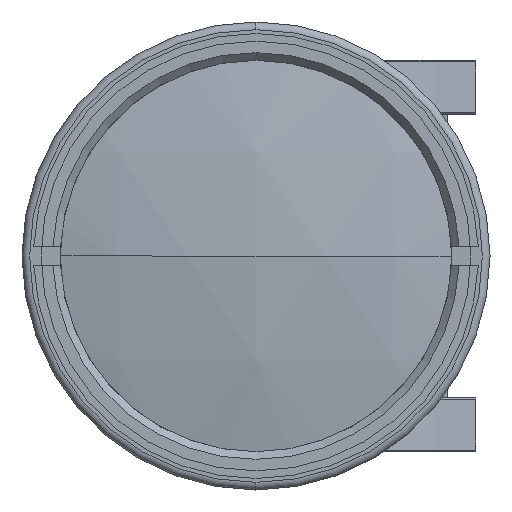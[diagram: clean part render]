
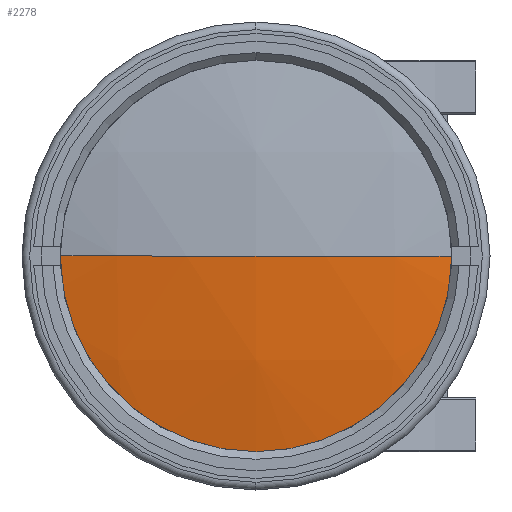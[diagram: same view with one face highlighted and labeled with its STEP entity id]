
A CAD part, left-side view. The second image highlights one B-rep face of the part: STEP entity #2278.
In plain terms, the highlighted spherical face has radius 124 mm.
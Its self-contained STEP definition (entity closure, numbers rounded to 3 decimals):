
#144 = EDGE_CURVE ( 'NONE', #10187, #2761, #11869, .T. ) ;
#602 = DIRECTION ( 'NONE',  ( 0., 0., 1. ) ) ;
#714 = FACE_OUTER_BOUND ( 'NONE', #11430, .T. ) ;
#939 = CARTESIAN_POINT ( 'NONE',  ( -57.449, 0., 0. ) ) ;
#1259 = AXIS2_PLACEMENT_3D ( 'NONE', #939, #9911, #2215 ) ;
#2215 = DIRECTION ( 'NONE',  ( 0., 1., 0. ) ) ;
#2278 = ADVANCED_FACE ( 'NONE', ( #714 ), #12752, .T. ) ;
#2329 = CARTESIAN_POINT ( 'NONE',  ( -178.474, 27., 0. ) ) ;
#2528 = CARTESIAN_POINT ( 'NONE',  ( -178.474, -27., 0. ) ) ;
#2761 = VERTEX_POINT ( 'NONE', #10704 ) ;
#4412 = CIRCLE ( 'NONE', #1259, 124. ) ;
#4590 = CARTESIAN_POINT ( 'NONE',  ( -57.449, 0., 0. ) ) ;
#5933 = DIRECTION ( 'NONE',  ( 0., 1., 0. ) ) ;
#6070 = AXIS2_PLACEMENT_3D ( 'NONE', #8312, #602, #9565 ) ;
#6196 = ORIENTED_EDGE ( 'NONE', *, *, #7803, .T. ) ;
#6360 = DIRECTION ( 'NONE',  ( -1., 0., 0. ) ) ;
#7803 = EDGE_CURVE ( 'NONE', #14939, #2761, #4412, .T. ) ;
#8312 = CARTESIAN_POINT ( 'NONE',  ( -57.449, 0., 0. ) ) ;
#9565 = DIRECTION ( 'NONE',  ( 0., -1., 0. ) ) ;
#9911 = DIRECTION ( 'NONE',  ( 0., 0., -1. ) ) ;
#10187 = VERTEX_POINT ( 'NONE', #2329 ) ;
#10424 = ORIENTED_EDGE ( 'NONE', *, *, #144, .F. ) ;
#10704 = CARTESIAN_POINT ( 'NONE',  ( -181.449, 0., 0. ) ) ;
#11023 = AXIS2_PLACEMENT_3D ( 'NONE', #4590, #13650, #5933 ) ;
#11203 = AXIS2_PLACEMENT_3D ( 'NONE', #14033, #6360, #15328 ) ;
#11430 = EDGE_LOOP ( 'NONE', ( #16238, #6196, #10424 ) ) ;
#11869 = CIRCLE ( 'NONE', #6070, 124. ) ;
#12752 = SPHERICAL_SURFACE ( 'NONE', #11023, 124. ) ;
#13650 = DIRECTION ( 'NONE',  ( 0., 0., -1. ) ) ;
#13879 = EDGE_CURVE ( 'NONE', #10187, #14939, #14021, .T. ) ;
#14021 = CIRCLE ( 'NONE', #11203, 27. ) ;
#14033 = CARTESIAN_POINT ( 'NONE',  ( -178.474, 0., 0. ) ) ;
#14939 = VERTEX_POINT ( 'NONE', #2528 ) ;
#15328 = DIRECTION ( 'NONE',  ( 0., 0., 1. ) ) ;
#16238 = ORIENTED_EDGE ( 'NONE', *, *, #13879, .T. ) ;
